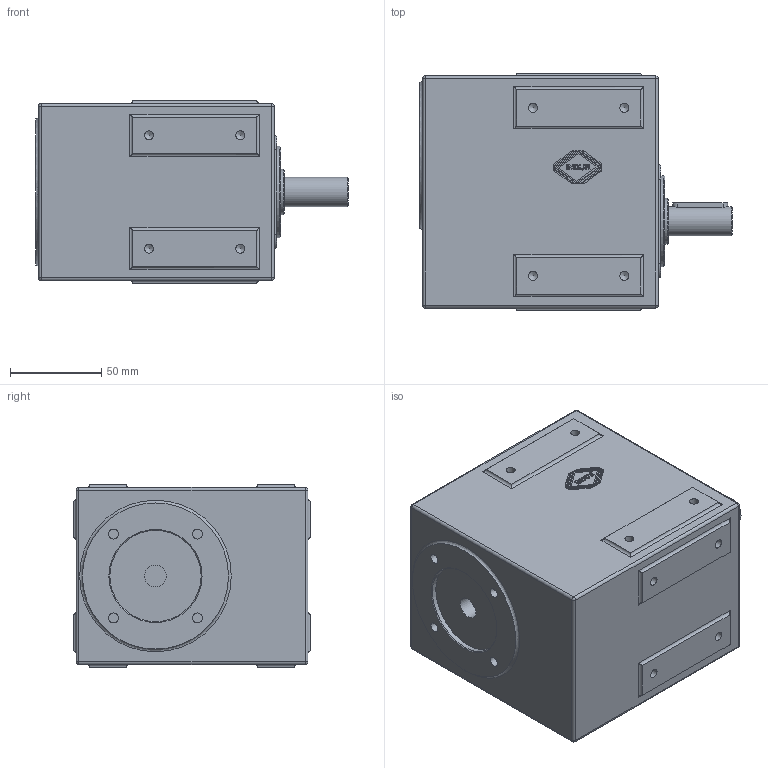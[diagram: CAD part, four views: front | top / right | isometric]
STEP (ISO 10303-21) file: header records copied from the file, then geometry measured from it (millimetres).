
FILE_DESCRIPTION((''),'2;1');
FILE_NAME('US363_B141_M1.ipt.stp','2010-03-02T12:10:40',('INDUR'),(''),'Autodesk Inventor 2010','Autodesk Inventor 2010','');
FILE_SCHEMA(('CONFIG_CONTROL_DESIGN'));
Length unit declared in the file: millimetre
Products named in the file (1): US363_B141_M1
Bounding box: 171 x 130 x 100 mm (x, y, z)
Volume: 1617128.4 mm3; surface area: 91301.8 mm2
Topology: 1 solids, 1 shells, 418 faces, 1111 edges, 724 vertices
Faces by surface type: plane 212, cylinder 99, bspline 87, cone 12, sphere 8
Full cylindrical faces by diameter (mm): 4.917 x8, 12 x1, 16 x1, 25 x1, 50 x2
Entity records: 13302 total; most frequent: CARTESIAN_POINT 3609, ORIENTED_EDGE 2024, DIRECTION 1792, EDGE_CURVE 1012, VECTOR 708, LINE 708, VERTEX_POINT 688, AXIS2_PLACEMENT_3D 542
